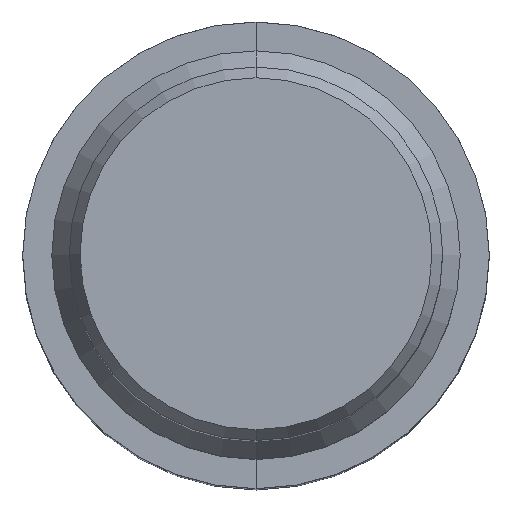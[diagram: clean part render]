
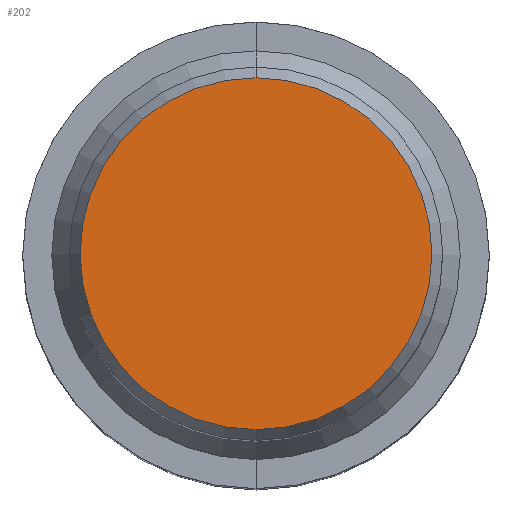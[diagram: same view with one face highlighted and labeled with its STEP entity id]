
A CAD part, top view. The second image highlights one B-rep face of the part: STEP entity #202.
In plain terms, the highlighted planar face has unit normal (0, 0, 1).
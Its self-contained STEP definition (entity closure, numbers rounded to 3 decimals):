
#176=EDGE_CURVE('',#192,#260,#354,.T.);
#182=EDGE_CURVE('',#260,#192,#361,.T.);
#192=VERTEX_POINT('',#372);
#202=ADVANCED_FACE('',(#384),#385,.T.);
#260=VERTEX_POINT('',#455);
#354=CIRCLE('',#560,15.076);
#361=CIRCLE('',#569,15.076);
#372=CARTESIAN_POINT('',(0.0,15.076,0.0));
#384=FACE_OUTER_BOUND('',#597,.T.);
#385=PLANE('',#598);
#455=CARTESIAN_POINT('',(0.,-15.076,0.0));
#560=AXIS2_PLACEMENT_3D('',#757,#758,#759);
#569=AXIS2_PLACEMENT_3D('',#771,#772,#773);
#597=EDGE_LOOP('',(#802,#803));
#598=AXIS2_PLACEMENT_3D('',#804,#805,#806);
#757=CARTESIAN_POINT('',(0.0,0.0,0.0));
#758=DIRECTION('',(0.0,0.0,-1.0));
#759=DIRECTION('',(0.0,1.0,0.0));
#771=CARTESIAN_POINT('',(0.0,0.0,0.0));
#772=DIRECTION('',(0.0,0.0,-1.0));
#773=DIRECTION('',(0.0,1.0,0.0));
#802=ORIENTED_EDGE('',*,*,#176,.F.);
#803=ORIENTED_EDGE('',*,*,#182,.F.);
#804=CARTESIAN_POINT('',(0.0,7.538,0.0));
#805=DIRECTION('',(-0.0,0.0,1.0));
#806=DIRECTION('',(0.0,-1.0,0.0));
